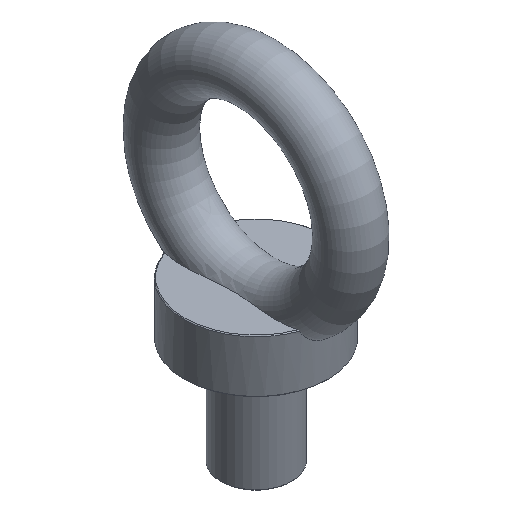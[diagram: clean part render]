
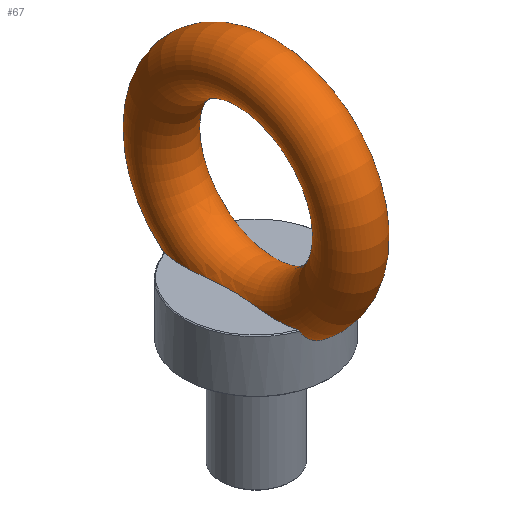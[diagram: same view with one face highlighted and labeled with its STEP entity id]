
A CAD part, isometric view. The second image highlights one B-rep face of the part: STEP entity #67.
In plain terms, the highlighted toroidal (fillet/blend) face has major radius 56 mm and minor radius 16 mm.
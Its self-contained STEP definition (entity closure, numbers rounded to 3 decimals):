
#42=TOROIDAL_SURFACE('',#197,56.,16.);
#56=FACE_OUTER_BOUND('',#103,.T.);
#67=ADVANCED_FACE('',(#56),#42,.T.);
#70=B_SPLINE_CURVE_WITH_KNOTS('',3,(#243,#244,#245,#246,#247,#248,#249,
#250,#251,#252),.UNSPECIFIED.,.F.,.F.,(4,2,2,2,4),(0.,0.25,0.5,0.75,1.),
 .UNSPECIFIED.);
#71=B_SPLINE_CURVE_WITH_KNOTS('',3,(#257,#258,#259,#260,#261,#262,#263,
#264,#265,#266),.UNSPECIFIED.,.F.,.F.,(4,2,2,2,4),(0.,0.25,0.5,0.75,1.),
 .UNSPECIFIED.);
#72=B_SPLINE_CURVE_WITH_KNOTS('',3,(#273,#274,#275,#276,#277,#278,#279,
#280,#281,#282,#283,#284,#285,#286),.UNSPECIFIED.,.F.,.F.,(4,2,2,2,2,2,
4),(0.,0.125,0.25,0.5,0.75,0.875,1.),.UNSPECIFIED.);
#73=B_SPLINE_CURVE_WITH_KNOTS('',3,(#291,#292,#293,#294,#295,#296,#297,
#298,#299,#300,#301,#302,#303,#304),.UNSPECIFIED.,.F.,.F.,(4,2,2,2,2,2,
4),(0.,0.125,0.25,0.5,0.75,0.875,1.),.UNSPECIFIED.);
#74=B_SPLINE_CURVE_WITH_KNOTS('',3,(#306,#307,#308,#309),.UNSPECIFIED.,
 .F.,.F.,(4,4),(0.,1.),.UNSPECIFIED.);
#75=B_SPLINE_CURVE_WITH_KNOTS('',3,(#310,#311,#312,#313),.UNSPECIFIED.,
 .F.,.F.,(4,4),(0.,1.),.UNSPECIFIED.);
#76=B_SPLINE_CURVE_WITH_KNOTS('',3,(#315,#316,#317,#318),.UNSPECIFIED.,
 .F.,.F.,(4,4),(0.,1.),.UNSPECIFIED.);
#77=B_SPLINE_CURVE_WITH_KNOTS('',3,(#319,#320,#321,#322),.UNSPECIFIED.,
 .F.,.F.,(4,4),(0.,1.),.UNSPECIFIED.);
#103=EDGE_LOOP('',(#130,#131,#132,#133,#134,#135,#136,#137));
#130=ORIENTED_EDGE('',*,*,#152,.T.);
#131=ORIENTED_EDGE('',*,*,#163,.T.);
#132=ORIENTED_EDGE('',*,*,#159,.F.);
#133=ORIENTED_EDGE('',*,*,#162,.T.);
#134=ORIENTED_EDGE('',*,*,#154,.T.);
#135=ORIENTED_EDGE('',*,*,#161,.T.);
#136=ORIENTED_EDGE('',*,*,#157,.F.);
#137=ORIENTED_EDGE('',*,*,#160,.T.);
#139=VERTEX_POINT('',#253);
#140=VERTEX_POINT('',#254);
#141=VERTEX_POINT('',#256);
#142=VERTEX_POINT('',#267);
#143=VERTEX_POINT('',#271);
#144=VERTEX_POINT('',#272);
#145=VERTEX_POINT('',#289);
#146=VERTEX_POINT('',#290);
#152=EDGE_CURVE('',#139,#140,#70,.T.);
#154=EDGE_CURVE('',#142,#141,#71,.T.);
#157=EDGE_CURVE('',#144,#143,#72,.T.);
#159=EDGE_CURVE('',#146,#145,#73,.T.);
#160=EDGE_CURVE('',#144,#139,#74,.T.);
#161=EDGE_CURVE('',#141,#143,#75,.T.);
#162=EDGE_CURVE('',#146,#142,#76,.T.);
#163=EDGE_CURVE('',#140,#145,#77,.T.);
#197=AXIS2_PLACEMENT_3D('',#337,#238,#239);
#238=DIRECTION('',(1.,0.,0.));
#239=DIRECTION('',(0.,0.,-1.));
#243=CARTESIAN_POINT('',(14.248,40.04,31.));
#244=CARTESIAN_POINT('',(13.019,40.478,28.249));
#245=CARTESIAN_POINT('',(11.054,41.117,25.911));
#246=CARTESIAN_POINT('',(6.049,42.145,22.728));
#247=CARTESIAN_POINT('',(3.008,42.5,21.882));
#248=CARTESIAN_POINT('',(-3.002,42.5,21.881));
#249=CARTESIAN_POINT('',(-6.033,42.148,22.72));
#250=CARTESIAN_POINT('',(-11.056,41.117,25.911));
#251=CARTESIAN_POINT('',(-13.018,40.478,28.248));
#252=CARTESIAN_POINT('',(-14.248,40.04,31.));
#253=CARTESIAN_POINT('',(14.248,40.04,31.));
#254=CARTESIAN_POINT('',(-14.248,40.04,31.));
#256=CARTESIAN_POINT('',(14.248,-40.04,31.));
#257=CARTESIAN_POINT('',(-14.248,-40.04,31.));
#258=CARTESIAN_POINT('',(-13.019,-40.478,28.249));
#259=CARTESIAN_POINT('',(-11.054,-41.117,25.911));
#260=CARTESIAN_POINT('',(-6.049,-42.145,22.728));
#261=CARTESIAN_POINT('',(-3.008,-42.5,21.882));
#262=CARTESIAN_POINT('',(3.002,-42.5,21.881));
#263=CARTESIAN_POINT('',(6.033,-42.148,22.72));
#264=CARTESIAN_POINT('',(11.056,-41.117,25.911));
#265=CARTESIAN_POINT('',(13.018,-40.478,28.248));
#266=CARTESIAN_POINT('',(14.248,-40.04,31.));
#267=CARTESIAN_POINT('',(-14.248,-40.04,31.));
#271=CARTESIAN_POINT('',(14.635,-39.368,31.5));
#272=CARTESIAN_POINT('',(14.635,39.368,31.5));
#273=CARTESIAN_POINT('',(14.635,39.368,31.5));
#274=CARTESIAN_POINT('',(15.523,36.179,31.5));
#275=CARTESIAN_POINT('',(15.893,32.857,31.5));
#276=CARTESIAN_POINT('',(16.066,26.302,31.5));
#277=CARTESIAN_POINT('',(15.87,23.02,31.5));
#278=CARTESIAN_POINT('',(15.003,13.167,31.5));
#279=CARTESIAN_POINT('',(14.135,6.598,31.5));
#280=CARTESIAN_POINT('',(14.131,-6.544,31.5));
#281=CARTESIAN_POINT('',(14.997,-13.118,31.5));
#282=CARTESIAN_POINT('',(15.867,-22.978,31.5));
#283=CARTESIAN_POINT('',(16.065,-26.265,31.5));
#284=CARTESIAN_POINT('',(15.895,-32.843,31.5));
#285=CARTESIAN_POINT('',(15.524,-36.177,31.5));
#286=CARTESIAN_POINT('',(14.635,-39.368,31.5));
#289=CARTESIAN_POINT('',(-14.635,39.368,31.5));
#290=CARTESIAN_POINT('',(-14.635,-39.368,31.5));
#291=CARTESIAN_POINT('',(-14.635,-39.368,31.5));
#292=CARTESIAN_POINT('',(-15.518,-36.196,31.5));
#293=CARTESIAN_POINT('',(-15.893,-32.868,31.5));
#294=CARTESIAN_POINT('',(-16.066,-26.283,31.5));
#295=CARTESIAN_POINT('',(-15.869,-23.004,31.5));
#296=CARTESIAN_POINT('',(-15.004,-13.18,31.5));
#297=CARTESIAN_POINT('',(-14.138,-6.645,31.5));
#298=CARTESIAN_POINT('',(-14.128,6.508,31.5));
#299=CARTESIAN_POINT('',(-14.994,13.096,31.5));
#300=CARTESIAN_POINT('',(-15.866,22.958,31.5));
#301=CARTESIAN_POINT('',(-16.066,26.25,31.5));
#302=CARTESIAN_POINT('',(-15.894,32.864,31.5));
#303=CARTESIAN_POINT('',(-15.523,36.179,31.5));
#304=CARTESIAN_POINT('',(-14.635,39.368,31.5));
#306=CARTESIAN_POINT('',(14.635,39.368,31.5));
#307=CARTESIAN_POINT('',(14.514,39.594,31.33));
#308=CARTESIAN_POINT('',(14.385,39.818,31.163));
#309=CARTESIAN_POINT('',(14.248,40.04,31.));
#310=CARTESIAN_POINT('',(14.248,-40.04,31.));
#311=CARTESIAN_POINT('',(14.385,-39.818,31.163));
#312=CARTESIAN_POINT('',(14.514,-39.594,31.33));
#313=CARTESIAN_POINT('',(14.635,-39.368,31.5));
#315=CARTESIAN_POINT('',(-14.635,-39.368,31.5));
#316=CARTESIAN_POINT('',(-14.514,-39.594,31.33));
#317=CARTESIAN_POINT('',(-14.385,-39.818,31.163));
#318=CARTESIAN_POINT('',(-14.248,-40.04,31.));
#319=CARTESIAN_POINT('',(-14.248,40.04,31.));
#320=CARTESIAN_POINT('',(-14.385,39.818,31.163));
#321=CARTESIAN_POINT('',(-14.514,39.594,31.33));
#322=CARTESIAN_POINT('',(-14.635,39.368,31.5));
#337=CARTESIAN_POINT('',(0.,0.,80.));
